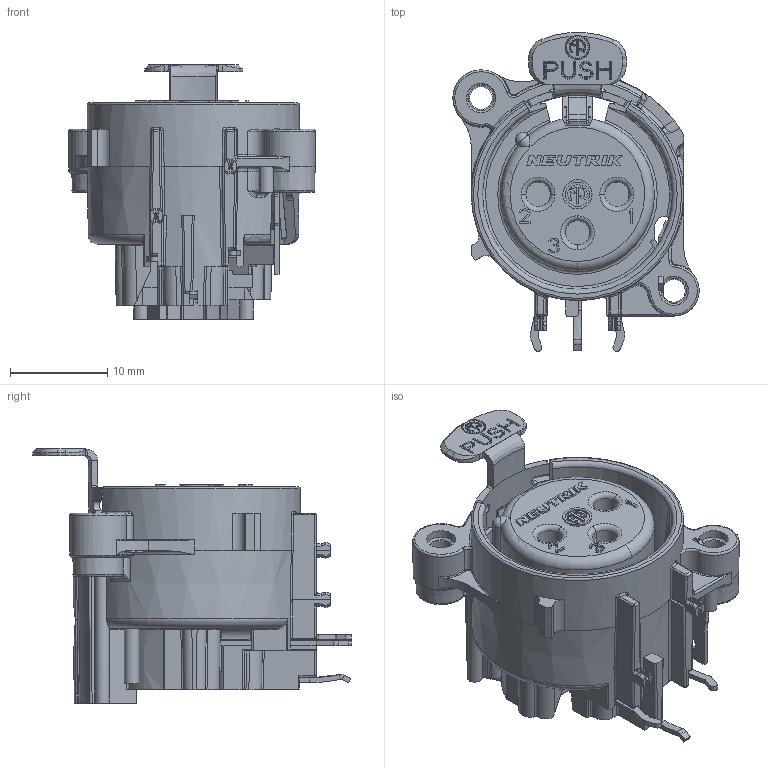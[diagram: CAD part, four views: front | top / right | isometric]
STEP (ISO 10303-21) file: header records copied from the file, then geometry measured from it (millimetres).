
FILE_DESCRIPTION((''),'2;1');
FILE_NAME('NC3FAH1','2024-06-24T10:22:38',('phk'),(''),'CREO PARAMETRIC BY PTC INC, 2023424','CREO PARAMETRIC BY PTC INC, 2023424','');
FILE_SCHEMA(('AUTOMOTIVE_DESIGN { 1 0 10303 214 1 1 1 1 }'));
Length unit declared in the file: millimetre
Products named in the file (1): NC3FAH1
Bounding box: 25.3 x 32.7 x 26.1 mm (x, y, z)
Volume: 5684.2 mm3; surface area: 5723.6 mm2
Topology: 1 solids, 5 shells, 1763 faces, 4861 edges, 3156 vertices
Faces by surface type: plane 1021, cylinder 353, bspline 201, torus 97, cone 68, sphere 20, extrusion 2, revolution 1
Entity records: 63600 total; most frequent: CARTESIAN_POINT 19692, ORIENTED_EDGE 9390, DIRECTION 8127, EDGE_CURVE 4695, VECTOR 3086, LINE 3084, VERTEX_POINT 2951, AXIS2_PLACEMENT_3D 2520
